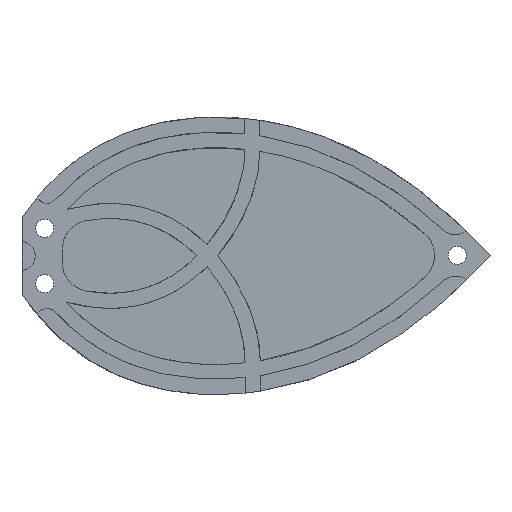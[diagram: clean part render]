
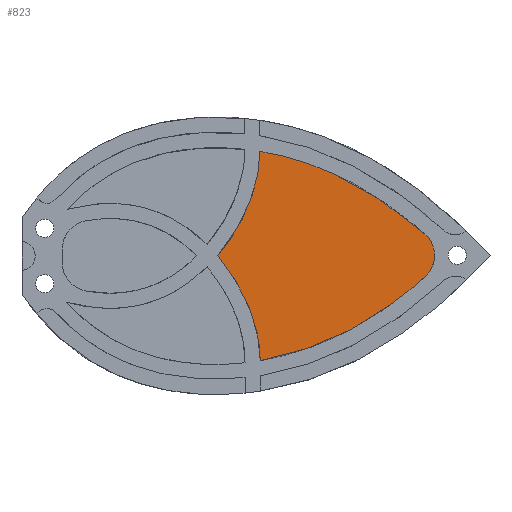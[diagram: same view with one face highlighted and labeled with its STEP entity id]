
A CAD part, top view. The second image highlights one B-rep face of the part: STEP entity #823.
In plain terms, the highlighted planar face has unit normal (0, 0, 1).
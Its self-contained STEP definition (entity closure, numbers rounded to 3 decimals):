
#126=PLANE('',#883);
#149=FACE_OUTER_BOUND('',#198,.T.);
#198=EDGE_LOOP('',(#558,#559,#560,#561,#562));
#264=B_SPLINE_CURVE_WITH_KNOTS('',3,(#1224,#1225,#1226,#1227,#1228,#1229,
#1230,#1231,#1232,#1233),.UNSPECIFIED.,.F.,.F.,(4,3,3,4),(0.,0.389,
0.777,1.36),.UNSPECIFIED.);
#268=B_SPLINE_CURVE_WITH_KNOTS('',3,(#1256,#1257,#1258,#1259,#1260,#1261,
#1262,#1263,#1264,#1265,#1266,#1267,#1268),.UNSPECIFIED.,.F.,.F.,(4,3,3,
3,4),(-0.904,-0.82,-0.645,-0.514,
-0.511),.UNSPECIFIED.);
#269=B_SPLINE_CURVE_WITH_KNOTS('',3,(#1270,#1271,#1272,#1273,#1274,#1275,
#1276,#1277,#1278,#1279),.UNSPECIFIED.,.F.,.F.,(4,3,3,4),(-0.962,
-0.897,-0.695,-0.568),.UNSPECIFIED.);
#270=B_SPLINE_CURVE_WITH_KNOTS('',3,(#1281,#1282,#1283,#1284,#1285,#1286,
#1287,#1288,#1289,#1290),.UNSPECIFIED.,.F.,.F.,(4,3,3,4),(0.568,
0.696,0.898,0.965),.UNSPECIFIED.);
#271=B_SPLINE_CURVE_WITH_KNOTS('',3,(#1291,#1292,#1293,#1294,#1295,#1296,
#1297,#1298,#1299,#1300,#1301,#1302,#1303),.UNSPECIFIED.,.F.,.F.,(4,3,3,
3,4),(0.511,0.515,0.645,0.821,
0.904),.UNSPECIFIED.);
#339=VERTEX_POINT('',#1222);
#340=VERTEX_POINT('',#1223);
#343=VERTEX_POINT('',#1255);
#344=VERTEX_POINT('',#1269);
#345=VERTEX_POINT('',#1280);
#425=EDGE_CURVE('',#339,#340,#264,.T.);
#429=EDGE_CURVE('',#339,#343,#268,.T.);
#430=EDGE_CURVE('',#343,#344,#269,.T.);
#431=EDGE_CURVE('',#344,#345,#270,.T.);
#432=EDGE_CURVE('',#345,#340,#271,.T.);
#558=ORIENTED_EDGE('',*,*,#425,.F.);
#559=ORIENTED_EDGE('',*,*,#429,.T.);
#560=ORIENTED_EDGE('',*,*,#430,.T.);
#561=ORIENTED_EDGE('',*,*,#431,.T.);
#562=ORIENTED_EDGE('',*,*,#432,.T.);
#823=ADVANCED_FACE('',(#149),#126,.T.);
#883=AXIS2_PLACEMENT_3D('',#1254,#921,#922);
#921=DIRECTION('center_axis',(0.,0.,1.));
#922=DIRECTION('ref_axis',(1.,0.,0.));
#1222=CARTESIAN_POINT('',(21.374,8.119,6.));
#1223=CARTESIAN_POINT('',(21.408,-3.88,6.));
#1224=CARTESIAN_POINT('Ctrl Pts',(21.374,8.119,6.));
#1225=CARTESIAN_POINT('Ctrl Pts',(22.345,7.267,6.));
#1226=CARTESIAN_POINT('Ctrl Pts',(23.103,6.177,6.));
#1227=CARTESIAN_POINT('Ctrl Pts',(23.566,4.971,6.));
#1228=CARTESIAN_POINT('Ctrl Pts',(24.029,3.765,6.));
#1229=CARTESIAN_POINT('Ctrl Pts',(24.197,2.442,6.));
#1230=CARTESIAN_POINT('Ctrl Pts',(24.043,1.161,6.));
#1231=CARTESIAN_POINT('Ctrl Pts',(23.812,-0.762,6.));
#1232=CARTESIAN_POINT('Ctrl Pts',(22.858,-2.594,6.));
#1233=CARTESIAN_POINT('Ctrl Pts',(21.408,-3.88,6.));
#1254=CARTESIAN_POINT('Origin',(-4.058,1.984,6.));
#1255=CARTESIAN_POINT('',(-24.152,30.91,6.));
#1256=CARTESIAN_POINT('Ctrl Pts',(21.374,8.119,6.));
#1257=CARTESIAN_POINT('Ctrl Pts',(18.943,10.251,6.));
#1258=CARTESIAN_POINT('Ctrl Pts',(16.349,12.36,6.));
#1259=CARTESIAN_POINT('Ctrl Pts',(13.584,14.405,6.));
#1260=CARTESIAN_POINT('Ctrl Pts',(7.747,18.719,6.));
#1261=CARTESIAN_POINT('Ctrl Pts',(1.11,22.724,6.));
#1262=CARTESIAN_POINT('Ctrl Pts',(-6.286,25.789,6.));
#1263=CARTESIAN_POINT('Ctrl Pts',(-11.768,28.061,6.));
#1264=CARTESIAN_POINT('Ctrl Pts',(-17.677,29.81,6.));
#1265=CARTESIAN_POINT('Ctrl Pts',(-23.718,30.837,6.));
#1266=CARTESIAN_POINT('Ctrl Pts',(-23.862,30.862,6.));
#1267=CARTESIAN_POINT('Ctrl Pts',(-24.007,30.886,6.));
#1268=CARTESIAN_POINT('Ctrl Pts',(-24.152,30.91,6.));
#1269=CARTESIAN_POINT('',(-35.865,2.054,6.));
#1270=CARTESIAN_POINT('Ctrl Pts',(-24.152,30.91,6.));
#1271=CARTESIAN_POINT('Ctrl Pts',(-24.169,29.357,6.));
#1272=CARTESIAN_POINT('Ctrl Pts',(-24.287,27.79,6.));
#1273=CARTESIAN_POINT('Ctrl Pts',(-24.509,26.208,6.));
#1274=CARTESIAN_POINT('Ctrl Pts',(-25.192,21.325,6.));
#1275=CARTESIAN_POINT('Ctrl Pts',(-26.858,16.285,6.));
#1276=CARTESIAN_POINT('Ctrl Pts',(-29.544,11.297,6.));
#1277=CARTESIAN_POINT('Ctrl Pts',(-31.247,8.136,6.));
#1278=CARTESIAN_POINT('Ctrl Pts',(-33.364,4.989,6.));
#1279=CARTESIAN_POINT('Ctrl Pts',(-35.865,2.054,6.));
#1280=CARTESIAN_POINT('',(-24.078,-26.942,6.));
#1281=CARTESIAN_POINT('Ctrl Pts',(-35.865,2.054,6.));
#1282=CARTESIAN_POINT('Ctrl Pts',(-33.349,-0.884,6.));
#1283=CARTESIAN_POINT('Ctrl Pts',(-31.218,-4.036,6.));
#1284=CARTESIAN_POINT('Ctrl Pts',(-29.504,-7.204,6.));
#1285=CARTESIAN_POINT('Ctrl Pts',(-26.808,-12.189,6.));
#1286=CARTESIAN_POINT('Ctrl Pts',(-25.133,-17.229,6.));
#1287=CARTESIAN_POINT('Ctrl Pts',(-24.442,-22.113,6.));
#1288=CARTESIAN_POINT('Ctrl Pts',(-24.213,-23.738,6.));
#1289=CARTESIAN_POINT('Ctrl Pts',(-24.091,-25.348,6.));
#1290=CARTESIAN_POINT('Ctrl Pts',(-24.078,-26.942,6.));
#1291=CARTESIAN_POINT('Ctrl Pts',(-24.078,-26.942,6.));
#1292=CARTESIAN_POINT('Ctrl Pts',(-23.899,-26.912,6.));
#1293=CARTESIAN_POINT('Ctrl Pts',(-23.72,-26.881,6.));
#1294=CARTESIAN_POINT('Ctrl Pts',(-23.541,-26.85,6.));
#1295=CARTESIAN_POINT('Ctrl Pts',(-17.507,-25.787,6.));
#1296=CARTESIAN_POINT('Ctrl Pts',(-11.608,-24.005,6.));
#1297=CARTESIAN_POINT('Ctrl Pts',(-6.141,-21.702,6.));
#1298=CARTESIAN_POINT('Ctrl Pts',(1.24,-18.592,6.));
#1299=CARTESIAN_POINT('Ctrl Pts',(7.856,-14.548,6.));
#1300=CARTESIAN_POINT('Ctrl Pts',(13.67,-10.198,6.));
#1301=CARTESIAN_POINT('Ctrl Pts',(16.418,-8.141,6.));
#1302=CARTESIAN_POINT('Ctrl Pts',(18.994,-6.022,6.));
#1303=CARTESIAN_POINT('Ctrl Pts',(21.408,-3.88,6.));
